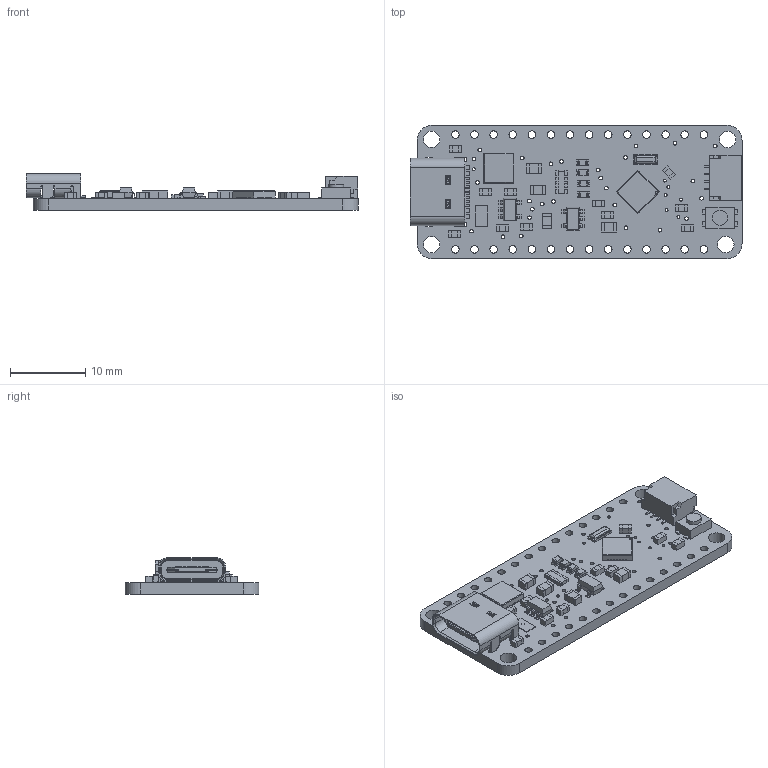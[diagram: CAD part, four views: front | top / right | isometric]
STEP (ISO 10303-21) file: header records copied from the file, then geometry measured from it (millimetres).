
FILE_DESCRIPTION(/* description */ (''),/* implementation_level */ '2;1');
FILE_NAME(/* name */ 'PCB Component.step',/* time_stamp */ '2023-01-24T13:25:53-05:00',/* author */ (''),/* organization */ (''),/* preprocessor_version */ 'ST-DEVELOPER v19.2',/* originating_system */ 'Autodesk Translation Framework v11.17.0.187',/* authorisation */ '');
FILE_SCHEMA (('AUTOMOTIVE_DESIGN { 1 0 10303 214 3 1 1 }'));
Length unit declared in the file: millimetre
Products named in the file (14): PCB Component; Board; 10uF; YELLOW; 10K; CSTCE16M0V53-R0 16MHZ; KMR2; 4.7K; AP2112K-3.3; ATMEGA328P; CP210x; STEMMA_I2C_QT; USB C; MBR120
Assembly tree (30 placements, depth 2):
  PCB Component
    Board
    10uF  x4
    YELLOW  x4
    10K  x11
    CSTCE16M0V53-R0 16MHZ
    KMR2
    4.7K
    AP2112K-3.3  x2
    ATMEGA328P
    CP210x
    STEMMA_I2C_QT
    USB C
    MBR120
Bounding box: 44.14 x 17.78 x 4.87 mm (x, y, z)
Volume: 1365.1 mm3; surface area: 2933.6 mm2
Topology: 84 solids, 84 shells, 1871 faces, 4888 edges, 3196 vertices
Faces by surface type: plane 1516, cylinder 311, bspline 22, torus 10, sphere 6, cone 6
Full cylindrical faces by diameter (mm): 0.394 x8, 0.483 x31, 0.5 x9, 0.65 x2, 1 x28, 2 x1, 2.2 x4
Entity records: 45620 total; most frequent: CARTESIAN_POINT 8031, ORIENTED_EDGE 7456, DIRECTION 7224, EDGE_CURVE 3728, LINE 3126, VECTOR 3126, VERTEX_POINT 2434, AXIS2_PLACEMENT_3D 2049
